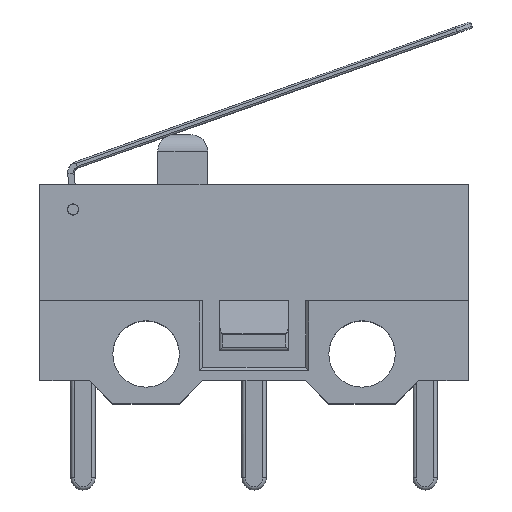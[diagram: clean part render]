
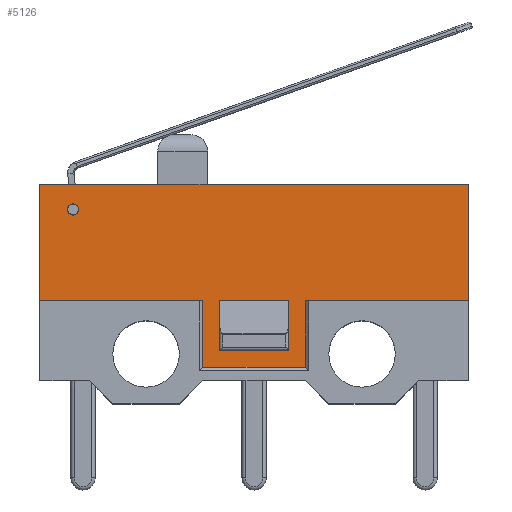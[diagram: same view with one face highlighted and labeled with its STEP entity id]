
A CAD part, top view. The second image highlights one B-rep face of the part: STEP entity #5126.
In plain terms, the highlighted planar face has unit normal (0, 0, 1).
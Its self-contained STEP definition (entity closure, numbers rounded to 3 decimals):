
#20 = CARTESIAN_POINT ( 'NONE',  ( -1.05, -2.05, 2.95 ) ) ;
#26 = EDGE_CURVE ( 'NONE', #4042, #3103, #2383, .T. ) ;
#82 = VECTOR ( 'NONE', #2384, 1000. ) ;
#136 = EDGE_CURVE ( 'NONE', #3952, #2820, #5122, .T. ) ;
#355 = VECTOR ( 'NONE', #2756, 1000. ) ;
#389 = EDGE_CURVE ( 'NONE', #1326, #4685, #1274, .T. ) ;
#508 = DIRECTION ( 'NONE',  ( 1., 0., 0. ) ) ;
#528 = VECTOR ( 'NONE', #4498, 1000. ) ;
#535 = CARTESIAN_POINT ( 'NONE',  ( -1.05, -2.05, 2.95 ) ) ;
#639 = FACE_BOUND ( 'NONE', #4082, .T. ) ;
#648 = ORIENTED_EDGE ( 'NONE', *, *, #3312, .T. ) ;
#652 = DIRECTION ( 'NONE',  ( 0., 0., 1. ) ) ;
#792 = ORIENTED_EDGE ( 'NONE', *, *, #136, .F. ) ;
#813 = LINE ( 'NONE', #840, #2629 ) ;
#840 = CARTESIAN_POINT ( 'NONE',  ( 1.05, -2.05, 2.95 ) ) ;
#891 = AXIS2_PLACEMENT_3D ( 'NONE', #958, #652, #3570 ) ;
#919 = EDGE_CURVE ( 'NONE', #3988, #2451, #813, .T. ) ;
#958 = CARTESIAN_POINT ( 'NONE',  ( -5.45, 2.2, 2.95 ) ) ;
#1005 = CARTESIAN_POINT ( 'NONE',  ( 1.55, -2.55, 2.95 ) ) ;
#1028 = EDGE_CURVE ( 'NONE', #2451, #4042, #4809, .T. ) ;
#1071 = VERTEX_POINT ( 'NONE', #4181 ) ;
#1088 = VERTEX_POINT ( 'NONE', #2859 ) ;
#1095 = PLANE ( 'NONE',  #4615 ) ;
#1187 = VERTEX_POINT ( 'NONE', #3656 ) ;
#1192 = ORIENTED_EDGE ( 'NONE', *, *, #1195, .F. ) ;
#1195 = EDGE_CURVE ( 'NONE', #4708, #1071, #5356, .T. ) ;
#1274 = LINE ( 'NONE', #3073, #4677 ) ;
#1283 = EDGE_LOOP ( 'NONE', ( #4614, #792 ) ) ;
#1326 = VERTEX_POINT ( 'NONE', #1588 ) ;
#1409 = CARTESIAN_POINT ( 'NONE',  ( -6.45, 2.95, 2.95 ) ) ;
#1412 = FACE_BOUND ( 'NONE', #1283, .T. ) ;
#1433 = ORIENTED_EDGE ( 'NONE', *, *, #26, .F. ) ;
#1496 = CARTESIAN_POINT ( 'NONE',  ( -1.55, -2.55, 2.95 ) ) ;
#1588 = CARTESIAN_POINT ( 'NONE',  ( 1.55, -0.55, 2.95 ) ) ;
#1734 = AXIS2_PLACEMENT_3D ( 'NONE', #3510, #3537, #2355 ) ;
#1736 = DIRECTION ( 'NONE',  ( 0., 1., 0. ) ) ;
#1761 = CARTESIAN_POINT ( 'NONE',  ( 6.45, -0.55, 2.95 ) ) ;
#1840 = DIRECTION ( 'NONE',  ( 0., -1., 0. ) ) ;
#1903 = CARTESIAN_POINT ( 'NONE',  ( -5.621, 2.2, 2.95 ) ) ;
#1910 = EDGE_CURVE ( 'NONE', #1088, #2907, #2219, .T. ) ;
#1954 = LINE ( 'NONE', #2873, #4132 ) ;
#1955 = CARTESIAN_POINT ( 'NONE',  ( -1.05, -0.55, 2.95 ) ) ;
#2015 = VECTOR ( 'NONE', #1840, 1000. ) ;
#2062 = DIRECTION ( 'NONE',  ( 0., 1., 0. ) ) ;
#2081 = ORIENTED_EDGE ( 'NONE', *, *, #3213, .T. ) ;
#2183 = CARTESIAN_POINT ( 'NONE',  ( 1.55, -2.55, 2.95 ) ) ;
#2219 = LINE ( 'NONE', #3022, #4675 ) ;
#2246 = CARTESIAN_POINT ( 'NONE',  ( 1.05, -0.55, 2.95 ) ) ;
#2324 = CARTESIAN_POINT ( 'NONE',  ( -6.45, -0.55, 2.95 ) ) ;
#2355 = DIRECTION ( 'NONE',  ( 1., 0., 0. ) ) ;
#2383 = LINE ( 'NONE', #1955, #355 ) ;
#2384 = DIRECTION ( 'NONE',  ( 1., 0., 0. ) ) ;
#2413 = VECTOR ( 'NONE', #508, 1000. ) ;
#2422 = EDGE_CURVE ( 'NONE', #4685, #1088, #1954, .T. ) ;
#2451 = VERTEX_POINT ( 'NONE', #3727 ) ;
#2614 = DIRECTION ( 'NONE',  ( -1., 0., 0. ) ) ;
#2616 = EDGE_LOOP ( 'NONE', ( #2081, #648, #5321, #1192, #5535, #4821, #5016, #3741 ) ) ;
#2629 = VECTOR ( 'NONE', #1736, 1000. ) ;
#2732 = EDGE_CURVE ( 'NONE', #1071, #1187, #3666, .T. ) ;
#2756 = DIRECTION ( 'NONE',  ( 0., -1., 0. ) ) ;
#2775 = ORIENTED_EDGE ( 'NONE', *, *, #5410, .F. ) ;
#2815 = DIRECTION ( 'NONE',  ( 0., 0., -1. ) ) ;
#2820 = VERTEX_POINT ( 'NONE', #4981 ) ;
#2840 = EDGE_CURVE ( 'NONE', #2820, #3952, #3560, .T. ) ;
#2854 = CARTESIAN_POINT ( 'NONE',  ( -1.05, -0.55, 2.95 ) ) ;
#2859 = CARTESIAN_POINT ( 'NONE',  ( 6.45, 2.95, 2.95 ) ) ;
#2873 = CARTESIAN_POINT ( 'NONE',  ( 6.45, 2.95, 2.95 ) ) ;
#2907 = VERTEX_POINT ( 'NONE', #4174 ) ;
#3022 = CARTESIAN_POINT ( 'NONE',  ( 6.45, 2.95, 2.95 ) ) ;
#3064 = ORIENTED_EDGE ( 'NONE', *, *, #1028, .F. ) ;
#3073 = CARTESIAN_POINT ( 'NONE',  ( 0., -0.55, 2.95 ) ) ;
#3103 = VERTEX_POINT ( 'NONE', #20 ) ;
#3137 = VERTEX_POINT ( 'NONE', #2324 ) ;
#3165 = CARTESIAN_POINT ( 'NONE',  ( 1.05, -2.05, 2.95 ) ) ;
#3168 = CARTESIAN_POINT ( 'NONE',  ( -1.55, -2.55, 2.95 ) ) ;
#3184 = LINE ( 'NONE', #1005, #5322 ) ;
#3213 = EDGE_CURVE ( 'NONE', #2907, #3137, #5277, .T. ) ;
#3222 = FACE_OUTER_BOUND ( 'NONE', #2616, .T. ) ;
#3312 = EDGE_CURVE ( 'NONE', #3137, #1187, #4196, .T. ) ;
#3510 = CARTESIAN_POINT ( 'NONE',  ( -5.45, 2.2, 2.95 ) ) ;
#3537 = DIRECTION ( 'NONE',  ( 0., 0., 1. ) ) ;
#3560 = CIRCLE ( 'NONE', #1734, 0.171 ) ;
#3570 = DIRECTION ( 'NONE',  ( 1., 0., 0. ) ) ;
#3656 = CARTESIAN_POINT ( 'NONE',  ( -1.55, -0.55, 2.95 ) ) ;
#3666 = LINE ( 'NONE', #1496, #5589 ) ;
#3727 = CARTESIAN_POINT ( 'NONE',  ( 1.05, -0.55, 2.95 ) ) ;
#3741 = ORIENTED_EDGE ( 'NONE', *, *, #1910, .T. ) ;
#3836 = ORIENTED_EDGE ( 'NONE', *, *, #919, .F. ) ;
#3952 = VERTEX_POINT ( 'NONE', #1903 ) ;
#3972 = DIRECTION ( 'NONE',  ( -1., 0., 0. ) ) ;
#3988 = VERTEX_POINT ( 'NONE', #3165 ) ;
#4042 = VERTEX_POINT ( 'NONE', #2854 ) ;
#4082 = EDGE_LOOP ( 'NONE', ( #2775, #1433, #3064, #3836 ) ) ;
#4100 = DIRECTION ( 'NONE',  ( 0., 1., 0. ) ) ;
#4132 = VECTOR ( 'NONE', #2062, 1000. ) ;
#4174 = CARTESIAN_POINT ( 'NONE',  ( -6.45, 2.95, 2.95 ) ) ;
#4181 = CARTESIAN_POINT ( 'NONE',  ( -1.55, -2.55, 2.95 ) ) ;
#4196 = LINE ( 'NONE', #4605, #82 ) ;
#4348 = EDGE_CURVE ( 'NONE', #4708, #1326, #3184, .T. ) ;
#4444 = LINE ( 'NONE', #535, #2413 ) ;
#4498 = DIRECTION ( 'NONE',  ( -1., 0., 0. ) ) ;
#4522 = DIRECTION ( 'NONE',  ( 0., 1., 0. ) ) ;
#4605 = CARTESIAN_POINT ( 'NONE',  ( 0., -0.55, 2.95 ) ) ;
#4614 = ORIENTED_EDGE ( 'NONE', *, *, #2840, .F. ) ;
#4615 = AXIS2_PLACEMENT_3D ( 'NONE', #5402, #2815, #5002 ) ;
#4675 = VECTOR ( 'NONE', #3972, 1000. ) ;
#4677 = VECTOR ( 'NONE', #5201, 1000. ) ;
#4685 = VERTEX_POINT ( 'NONE', #1761 ) ;
#4708 = VERTEX_POINT ( 'NONE', #2183 ) ;
#4809 = LINE ( 'NONE', #2246, #5291 ) ;
#4821 = ORIENTED_EDGE ( 'NONE', *, *, #389, .T. ) ;
#4981 = CARTESIAN_POINT ( 'NONE',  ( -5.279, 2.2, 2.95 ) ) ;
#5002 = DIRECTION ( 'NONE',  ( -1., 0., 0. ) ) ;
#5016 = ORIENTED_EDGE ( 'NONE', *, *, #2422, .T. ) ;
#5122 = CIRCLE ( 'NONE', #891, 0.171 ) ;
#5126 = ADVANCED_FACE ( 'NONE', ( #639, #1412, #3222 ), #1095, .F. ) ;
#5201 = DIRECTION ( 'NONE',  ( 1., 0., 0. ) ) ;
#5277 = LINE ( 'NONE', #1409, #2015 ) ;
#5291 = VECTOR ( 'NONE', #2614, 1000. ) ;
#5321 = ORIENTED_EDGE ( 'NONE', *, *, #2732, .F. ) ;
#5322 = VECTOR ( 'NONE', #4522, 1000. ) ;
#5356 = LINE ( 'NONE', #3168, #528 ) ;
#5402 = CARTESIAN_POINT ( 'NONE',  ( 0., 0., 2.95 ) ) ;
#5410 = EDGE_CURVE ( 'NONE', #3103, #3988, #4444, .T. ) ;
#5535 = ORIENTED_EDGE ( 'NONE', *, *, #4348, .T. ) ;
#5589 = VECTOR ( 'NONE', #4100, 1000. ) ;
